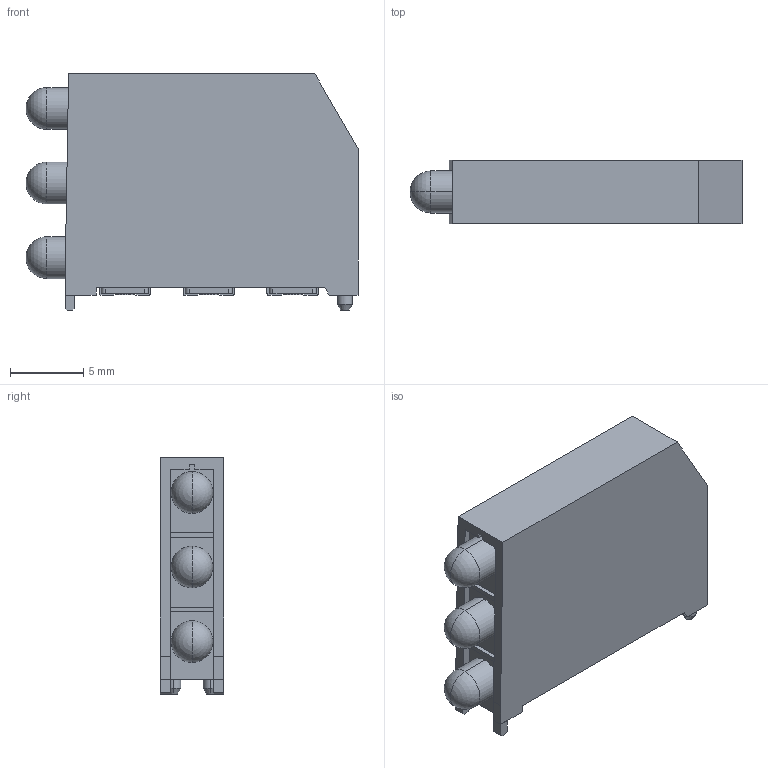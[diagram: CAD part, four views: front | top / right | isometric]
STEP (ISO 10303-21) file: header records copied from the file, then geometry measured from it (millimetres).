
FILE_DESCRIPTION((''),'2;1');
FILE_NAME('LED_DIALIGHT_593-242424-0XXF.stp','2011-03-15T09:55:17',(''),(''),'Mechanical Desktop 2011','Mechanical Desktop 2011',', , ');
FILE_SCHEMA(('AUTOMOTIVE_DESIGN { 1 2 10303 214 1 1 1 1 }'));
Length unit declared in the file: millimetre
Products named in the file (1): Product
Bounding box: 22.61 x 4.32 x 16.08 mm (x, y, z)
Volume: 1271 mm3; surface area: 1171.3 mm2
Topology: 25 solids, 25 shells, 184 faces, 407 edges, 267 vertices
Faces by surface type: plane 133, cylinder 40, sphere 6, cone 4, bspline 1
Entity records: 5048 total; most frequent: DIRECTION 865, CARTESIAN_POINT 856, ORIENTED_EDGE 802, EDGE_CURVE 401, VECTOR 305, LINE 305, AXIS2_PLACEMENT_3D 280, VERTEX_POINT 267
